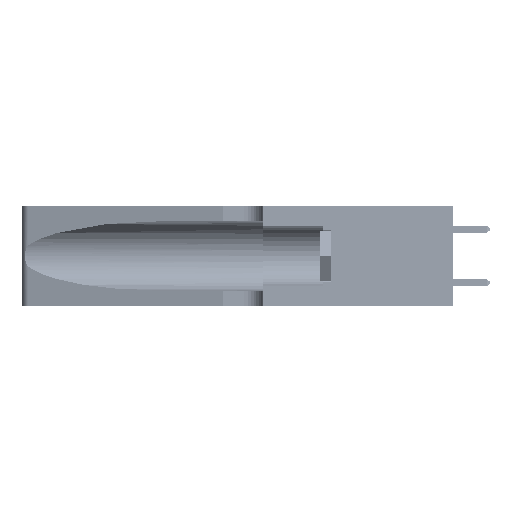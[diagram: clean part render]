
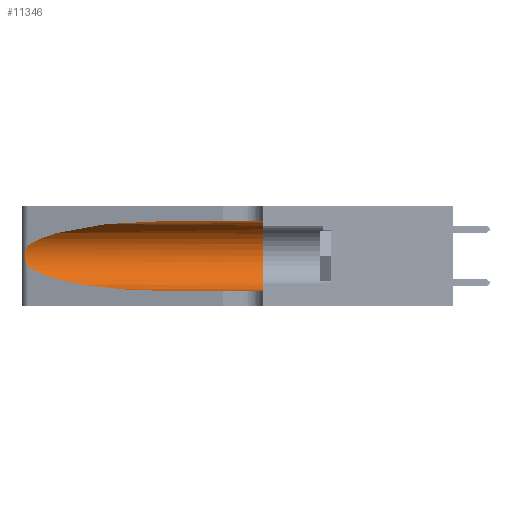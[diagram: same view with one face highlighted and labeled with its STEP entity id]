
A CAD part, left-side view. The second image highlights one B-rep face of the part: STEP entity #11346.
In plain terms, the highlighted cylindrical face has radius 3.308 mm (diameter 6.617 mm), a partial arc.
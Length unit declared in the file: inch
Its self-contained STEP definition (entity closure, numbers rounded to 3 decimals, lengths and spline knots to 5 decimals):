
#389 = CARTESIAN_POINT ( 'NONE',  ( 0.1305, 0.72297, 0.31525 ) ) ;
#581 = EDGE_CURVE ( 'NONE', #1116, #23951, #12695, .T. ) ;
#1116 = VERTEX_POINT ( 'NONE', #8705 ) ;
#1341 = ORIENTED_EDGE ( 'NONE', *, *, #6852, .T. ) ;
#2292 = CARTESIAN_POINT ( 'NONE',  ( 0.1305, 0.72297, 0.05475 ) ) ;
#2415 = CARTESIAN_POINT ( 'NONE',  ( 0.25487, 1.22718, 0.22369 ) ) ;
#2458 = EDGE_CURVE ( 'NONE', #33872, #28856, #44082, .T. ) ;
#2601 = CARTESIAN_POINT ( 'NONE',  ( 0.25639, 1.23186, 0.15144 ) ) ;
#2735 = VECTOR ( 'NONE', #14778, 39.37008 ) ;
#3563 = VERTEX_POINT ( 'NONE', #11461 ) ;
#4254 = EDGE_CURVE ( 'NONE', #3563, #1116, #34299, .T. ) ;
#5765 = EDGE_LOOP ( 'NONE', ( #35447, #1341, #50256, #42580, #33767, #10962 ) ) ;
#6202 = CARTESIAN_POINT ( 'NONE',  ( 0.1305, 0.35, 0.31525 ) ) ;
#6689 = CARTESIAN_POINT ( 'NONE',  ( 0.25555, 1.22994, 0.2215 ) ) ;
#6852 = EDGE_CURVE ( 'NONE', #28856, #3563, #49866, .T. ) ;
#6881 = CARTESIAN_POINT ( 'NONE',  ( 0.25487, 1.22718, 0.14631 ) ) ;
#7845 = EDGE_CURVE ( 'NONE', #33872, #37938, #28325, .T. ) ;
#8705 = CARTESIAN_POINT ( 'NONE',  ( 0.1305, 0.72297, 0.05475 ) ) ;
#9225 = CARTESIAN_POINT ( 'NONE',  ( 0.1305, 0.35, 0.05475 ) ) ;
#10962 = ORIENTED_EDGE ( 'NONE', *, *, #7845, .F. ) ;
#10971 = CARTESIAN_POINT ( 'NONE',  ( 0.25639, 1.23184, 0.21858 ) ) ;
#11247 = DIRECTION ( 'NONE',  ( 0., 1., 0. ) ) ;
#11346 = ADVANCED_FACE ( 'NONE', ( #22693 ), #43813, .F. ) ;
#11461 = CARTESIAN_POINT ( 'NONE',  ( 0.25487, 1.22718, 0.14631 ) ) ;
#11503 = EDGE_CURVE ( 'NONE', #37938, #23951, #27310, .T. ) ;
#12695 = LINE ( 'NONE', #44338, #2735 ) ;
#14405 = CARTESIAN_POINT ( 'NONE',  ( 0.1305, 1.61858, 0.185 ) ) ;
#14778 = DIRECTION ( 'NONE',  ( 0., -1., 0. ) ) ;
#15212 = CARTESIAN_POINT ( 'NONE',  ( 0.25854, 1.2359, 0.20912 ) ) ;
#15408 = CARTESIAN_POINT ( 'NONE',  ( 0.1305, 1.61858, 0.31525 ) ) ;
#18374 = VECTOR ( 'NONE', #44986, 39.37008 ) ;
#18664 = DIRECTION ( 'NONE',  ( 0., -1., 0. ) ) ;
#19175 = CARTESIAN_POINT ( 'NONE',  ( 0.25487, 1.22718, 0.14631 ) ) ;
#19496 = CARTESIAN_POINT ( 'NONE',  ( 0.26075, 1.23896, 0.19203 ) ) ;
#22693 = FACE_OUTER_BOUND ( 'NONE', #5765, .T. ) ;
#23760 = CARTESIAN_POINT ( 'NONE',  ( 0.26017, 1.23833, 0.17102 ) ) ;
#23951 = VERTEX_POINT ( 'NONE', #9225 ) ;
#25206 = AXIS2_PLACEMENT_3D ( 'NONE', #36573, #11247, #40811 ) ;
#25822 = CARTESIAN_POINT ( 'NONE',  ( 0.2373, 1.15595, 0.28018 ) ) ;
#27310 = CIRCLE ( 'NONE', #25206, 0.13025 ) ;
#27691 = CARTESIAN_POINT ( 'NONE',  ( 0.18966, 0.96281, 0.05475 ) ) ;
#28000 = CARTESIAN_POINT ( 'NONE',  ( 0.25789, 1.23486, 0.15765 ) ) ;
#28325 = LINE ( 'NONE', #15408, #18374 ) ;
#28856 = VERTEX_POINT ( 'NONE', #37539 ) ;
#30067 = CARTESIAN_POINT ( 'NONE',  ( 0.25487, 1.22718, 0.22369 ) ) ;
#32256 = CARTESIAN_POINT ( 'NONE',  ( 0.25555, 1.22993, 0.14849 ) ) ;
#33767 = ORIENTED_EDGE ( 'NONE', *, *, #11503, .F. ) ;
#33872 = VERTEX_POINT ( 'NONE', #45416 ) ;
#34299 =( BOUNDED_CURVE ( )  B_SPLINE_CURVE ( 3, ( #19175, #52954, #27691, #2292 ),
 .UNSPECIFIED., .F., .F. ) 
 B_SPLINE_CURVE_WITH_KNOTS ( ( 4, 4 ),
 ( 3.44316, 4.71239 ),
 .UNSPECIFIED. ) 
 CURVE ( )  GEOMETRIC_REPRESENTATION_ITEM ( )  RATIONAL_B_SPLINE_CURVE ( ( 1., 0.87, 0.87, 1. ) ) 
 REPRESENTATION_ITEM ( '' )  );
#35447 = ORIENTED_EDGE ( 'NONE', *, *, #2458, .T. ) ;
#35494 = DIRECTION ( 'NONE',  ( 0., 0., -1. ) ) ;
#36573 = CARTESIAN_POINT ( 'NONE',  ( 0.1305, 0.35, 0.185 ) ) ;
#37539 = CARTESIAN_POINT ( 'NONE',  ( 0.25487, 1.22718, 0.22369 ) ) ;
#37938 = VERTEX_POINT ( 'NONE', #6202 ) ;
#38349 = CARTESIAN_POINT ( 'NONE',  ( 0.18966, 0.96281, 0.31525 ) ) ;
#40529 = CARTESIAN_POINT ( 'NONE',  ( 0.25787, 1.23484, 0.2124 ) ) ;
#40811 = DIRECTION ( 'NONE',  ( 0., 0., 1. ) ) ;
#42580 = ORIENTED_EDGE ( 'NONE', *, *, #581, .T. ) ;
#43813 = CYLINDRICAL_SURFACE ( 'NONE', #54527, 0.13025 ) ;
#44082 =( BOUNDED_CURVE ( )  B_SPLINE_CURVE ( 3, ( #389, #38349, #25822, #30067 ),
 .UNSPECIFIED., .F., .F. ) 
 B_SPLINE_CURVE_WITH_KNOTS ( ( 4, 4 ),
 ( 1.5708, 2.84003 ),
 .UNSPECIFIED. ) 
 CURVE ( )  GEOMETRIC_REPRESENTATION_ITEM ( )  RATIONAL_B_SPLINE_CURVE ( ( 1., 0.87, 0.87, 1. ) ) 
 REPRESENTATION_ITEM ( '' )  );
#44338 = CARTESIAN_POINT ( 'NONE',  ( 0.1305, 1.61858, 0.05475 ) ) ;
#44807 = CARTESIAN_POINT ( 'NONE',  ( 0.26018, 1.23835, 0.19895 ) ) ;
#44986 = DIRECTION ( 'NONE',  ( 0., -1., 0. ) ) ;
#45416 = CARTESIAN_POINT ( 'NONE',  ( 0.1305, 0.72297, 0.31525 ) ) ;
#49036 = CARTESIAN_POINT ( 'NONE',  ( 0.26075, 1.23896, 0.178 ) ) ;
#49866 = B_SPLINE_CURVE_WITH_KNOTS ( 'NONE', 3,
 ( #2415, #6689, #10971, #40529, #15212, #44807, #19496, #49036, #23760, #53275, #28000, #2601, #32256, #6881 ),
 .UNSPECIFIED., .F., .F.,
 ( 4, 2, 2, 2, 2, 2, 4 ),
 ( 0., 0.00027, 0.00053, 0.00107, 0.0016, 0.00187, 0.00214 ),
 .UNSPECIFIED. ) ;
#50256 = ORIENTED_EDGE ( 'NONE', *, *, #4254, .T. ) ;
#52954 = CARTESIAN_POINT ( 'NONE',  ( 0.2373, 1.15595, 0.08982 ) ) ;
#53275 = CARTESIAN_POINT ( 'NONE',  ( 0.25856, 1.23593, 0.16098 ) ) ;
#54527 = AXIS2_PLACEMENT_3D ( 'NONE', #14405, #18664, #35494 ) ;
